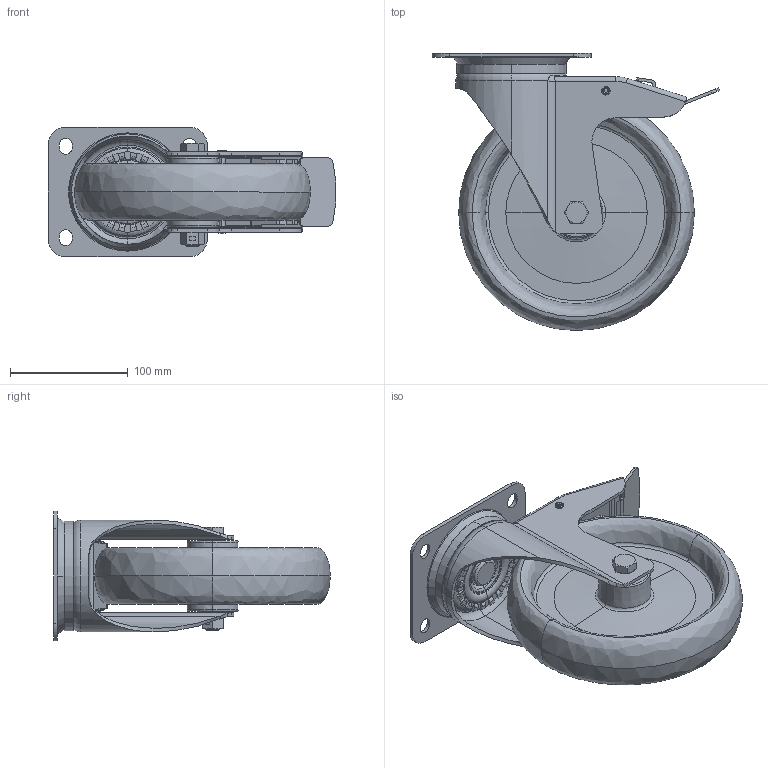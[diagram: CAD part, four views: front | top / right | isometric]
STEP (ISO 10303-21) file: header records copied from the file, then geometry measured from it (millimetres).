
FILE_DESCRIPTION (( 'STEP AP214' ), '1' );
FILE_NAME ('0056067.step', '2023-06-22T09:58:28', ( '' ), ( '' ), 'SwSTEP 2.0', 'SolidWorks 2020', '' );
FILE_SCHEMA (( 'AUTOMOTIVE_DESIGN' ));
Length unit declared in the file: millimetre
Products named in the file (1): 0056067
Bounding box: 244.14 x 235 x 110 mm (x, y, z)
Volume: 904171 mm3; surface area: 273182.7 mm2
Topology: 17 solids, 17 shells, 1285 faces, 3239 edges, 2006 vertices
Faces by surface type: plane 558, cylinder 284, torus 213, cone 102, bspline 90, sphere 38
Entity records: 60407 total; most frequent: CARTESIAN_POINT 15579, DIRECTION 6446, ORIENTED_EDGE 6382, EDGE_CURVE 3191, AXIS2_PLACEMENT_3D 2451, VERTEX_POINT 1982, LINE 1544, VECTOR 1544
